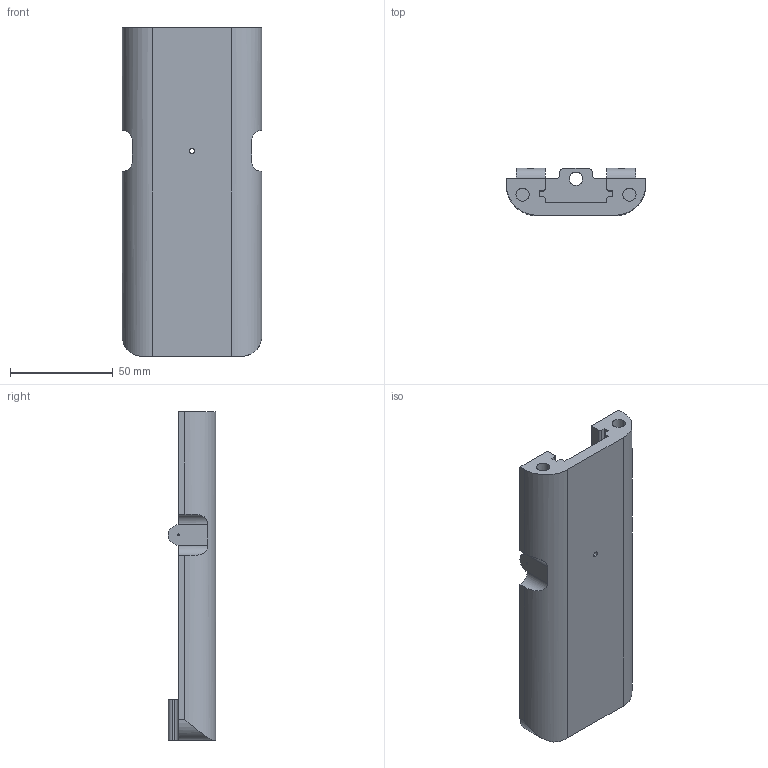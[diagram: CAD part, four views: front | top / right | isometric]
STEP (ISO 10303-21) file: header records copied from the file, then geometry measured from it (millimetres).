
FILE_DESCRIPTION (( 'STEP AP214' ), '1' );
FILE_NAME ('Animal_Support.STEP', '2023-08-11T08:04:13', ( '' ), ( '' ), 'SwSTEP 2.0', 'SolidWorks 2021', '' );
FILE_SCHEMA (( 'AUTOMOTIVE_DESIGN' ));
Length unit declared in the file: millimetre
Products named in the file (1): Animal_Support
Bounding box: 68 x 23 x 160 mm (x, y, z)
Volume: 121862.4 mm3; surface area: 35226.4 mm2
Topology: 1 solids, 1 shells, 86 faces, 234 edges, 152 vertices
Faces by surface type: cylinder 49, plane 37
Entity records: 3218 total; most frequent: CARTESIAN_POINT 919, DIRECTION 468, ORIENTED_EDGE 468, EDGE_CURVE 234, AXIS2_PLACEMENT_3D 169, VERTEX_POINT 152, LINE 130, VECTOR 130
